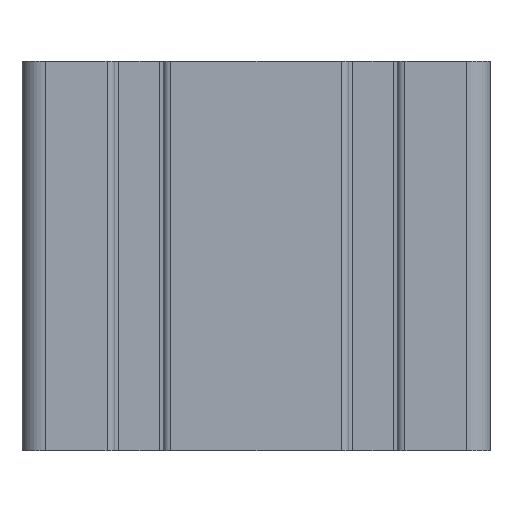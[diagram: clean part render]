
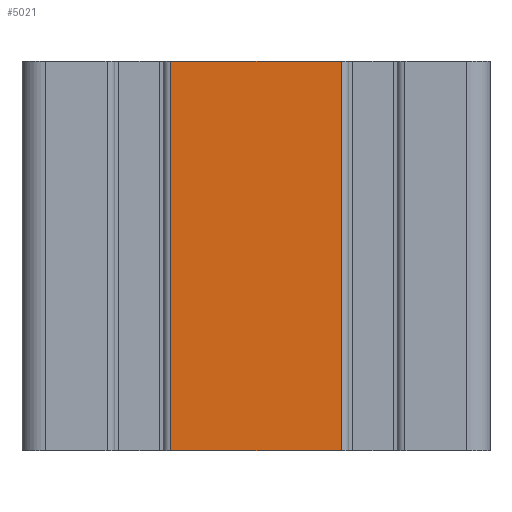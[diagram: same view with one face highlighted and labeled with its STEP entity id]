
A CAD part, front view. The second image highlights one B-rep face of the part: STEP entity #5021.
In plain terms, the highlighted planar face has unit normal (0, -1, 0).
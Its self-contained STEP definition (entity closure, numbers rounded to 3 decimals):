
#180 = VERTEX_POINT ( 'NONE', #2533 ) ;
#423 = VERTEX_POINT ( 'NONE', #3332 ) ;
#510 = ORIENTED_EDGE ( 'NONE', *, *, #959, .F. ) ;
#627 = VECTOR ( 'NONE', #6852, 1000. ) ;
#959 = EDGE_CURVE ( 'NONE', #6395, #3778, #3052, .T. ) ;
#1025 = CARTESIAN_POINT ( 'NONE',  ( -10.9, -15., -25. ) ) ;
#1148 = ORIENTED_EDGE ( 'NONE', *, *, #4405, .T. ) ;
#1209 = EDGE_CURVE ( 'NONE', #3778, #180, #6810, .T. ) ;
#1428 = DIRECTION ( 'NONE',  ( 1., 0., 0. ) ) ;
#1951 = EDGE_LOOP ( 'NONE', ( #1148, #2991, #510, #2334 ) ) ;
#2334 = ORIENTED_EDGE ( 'NONE', *, *, #5512, .T. ) ;
#2533 = CARTESIAN_POINT ( 'NONE',  ( 10.9, -15., -25. ) ) ;
#2610 = LINE ( 'NONE', #1025, #7190 ) ;
#2738 = CARTESIAN_POINT ( 'NONE',  ( -10.9, -15., 25. ) ) ;
#2817 = DIRECTION ( 'NONE',  ( -1., 0., 0. ) ) ;
#2991 = ORIENTED_EDGE ( 'NONE', *, *, #1209, .F. ) ;
#3052 = LINE ( 'NONE', #4286, #6786 ) ;
#3316 = CARTESIAN_POINT ( 'NONE',  ( 10.9, -15., 25. ) ) ;
#3332 = CARTESIAN_POINT ( 'NONE',  ( -10.9, -15., -25. ) ) ;
#3778 = VERTEX_POINT ( 'NONE', #3316 ) ;
#4286 = CARTESIAN_POINT ( 'NONE',  ( -10.9, -15., 25. ) ) ;
#4405 = EDGE_CURVE ( 'NONE', #423, #180, #2610, .T. ) ;
#4450 = DIRECTION ( 'NONE',  ( 0., 0., -1. ) ) ;
#4454 = PLANE ( 'NONE',  #5583 ) ;
#4607 = CARTESIAN_POINT ( 'NONE',  ( 10.9, -15., 25. ) ) ;
#4643 = CARTESIAN_POINT ( 'NONE',  ( -10.9, -15., 25. ) ) ;
#4885 = DIRECTION ( 'NONE',  ( 1., 0., 0. ) ) ;
#5010 = LINE ( 'NONE', #2738, #6057 ) ;
#5021 = ADVANCED_FACE ( 'NONE', ( #7248 ), #4454, .F. ) ;
#5512 = EDGE_CURVE ( 'NONE', #6395, #423, #5010, .T. ) ;
#5583 = AXIS2_PLACEMENT_3D ( 'NONE', #6700, #6051, #2817 ) ;
#6051 = DIRECTION ( 'NONE',  ( 0., 1., 0. ) ) ;
#6057 = VECTOR ( 'NONE', #4450, 1000. ) ;
#6395 = VERTEX_POINT ( 'NONE', #4643 ) ;
#6700 = CARTESIAN_POINT ( 'NONE',  ( -10.9, -15., 25. ) ) ;
#6786 = VECTOR ( 'NONE', #4885, 1000. ) ;
#6810 = LINE ( 'NONE', #4607, #627 ) ;
#6852 = DIRECTION ( 'NONE',  ( 0., 0., -1. ) ) ;
#7190 = VECTOR ( 'NONE', #1428, 1000. ) ;
#7248 = FACE_OUTER_BOUND ( 'NONE', #1951, .T. ) ;
